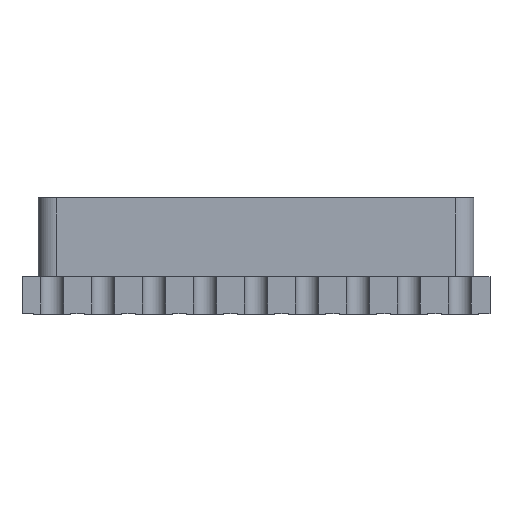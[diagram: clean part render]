
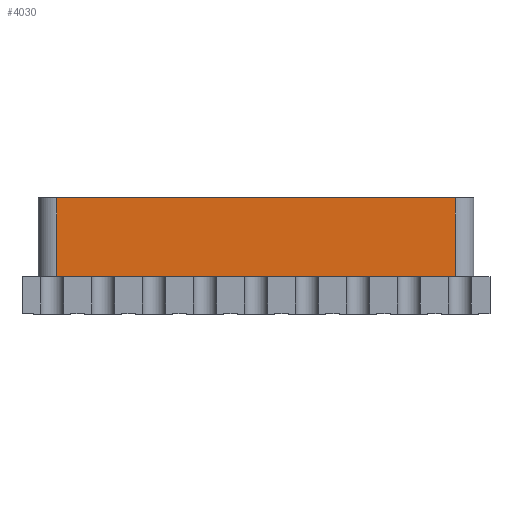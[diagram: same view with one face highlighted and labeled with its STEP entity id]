
A CAD part, left-side view. The second image highlights one B-rep face of the part: STEP entity #4030.
In plain terms, the highlighted free-form (B-spline) face has degree [1, 1] with [2, 2] control points.
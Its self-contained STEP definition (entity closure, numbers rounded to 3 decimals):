
#163 = VERTEX_POINT('',#164);
#164 = CARTESIAN_POINT('',(-4.719,4.719,2.743
    ));
#170 = EDGE_CURVE('',#163,#171,#173,.T.);
#171 = VERTEX_POINT('',#172);
#172 = CARTESIAN_POINT('',(-4.719,-4.719,
    2.743));
#173 = B_SPLINE_CURVE_WITH_KNOTS('',1,(#174,#175),.UNSPECIFIED.,.F.,.F.,
  (2,2),(0.,8.6),.PIECEWISE_BEZIER_KNOTS.);
#174 = CARTESIAN_POINT('',(-4.719,4.719,2.743
    ));
#175 = CARTESIAN_POINT('',(-4.719,-4.719,
    2.743));
#4010 = VERTEX_POINT('',#4011);
#4011 = CARTESIAN_POINT('',(-4.719,4.719,
    0.878));
#4017 = EDGE_CURVE('',#4010,#163,#4018,.T.);
#4018 = B_SPLINE_CURVE_WITH_KNOTS('',1,(#4019,#4020),.UNSPECIFIED.,.F.,
  .F.,(2,2),(0.,1.7),.PIECEWISE_BEZIER_KNOTS.);
#4019 = CARTESIAN_POINT('',(-4.719,4.719,
    0.878));
#4020 = CARTESIAN_POINT('',(-4.719,4.719,
    2.743));
#4030 = ADVANCED_FACE('',(#4031),#4047,.T.);
#4031 = FACE_BOUND('',#4032,.T.);
#4032 = EDGE_LOOP('',(#4033,#4040,#4045,#4046));
#4033 = ORIENTED_EDGE('',*,*,#4034,.T.);
#4034 = EDGE_CURVE('',#4010,#4035,#4037,.T.);
#4035 = VERTEX_POINT('',#4036);
#4036 = CARTESIAN_POINT('',(-4.719,-4.719,
    0.878));
#4037 = B_SPLINE_CURVE_WITH_KNOTS('',1,(#4038,#4039),.UNSPECIFIED.,.F.,
  .F.,(2,2),(0.,8.6),.PIECEWISE_BEZIER_KNOTS.);
#4038 = CARTESIAN_POINT('',(-4.719,4.719,
    0.878));
#4039 = CARTESIAN_POINT('',(-4.719,-4.719,
    0.878));
#4040 = ORIENTED_EDGE('',*,*,#4041,.T.);
#4041 = EDGE_CURVE('',#4035,#171,#4042,.T.);
#4042 = B_SPLINE_CURVE_WITH_KNOTS('',1,(#4043,#4044),.UNSPECIFIED.,.F.,
  .F.,(2,2),(0.,1.7),.PIECEWISE_BEZIER_KNOTS.);
#4043 = CARTESIAN_POINT('',(-4.719,-4.719,
    0.878));
#4044 = CARTESIAN_POINT('',(-4.719,-4.719,
    2.743));
#4045 = ORIENTED_EDGE('',*,*,#170,.F.);
#4046 = ORIENTED_EDGE('',*,*,#4017,.F.);
#4047 = B_SPLINE_SURFACE_WITH_KNOTS('',1,1,(
    (#4048,#4049)
    ,(#4050,#4051
    )),.UNSPECIFIED.,.F.,.F.,.F.,(2,2),(2,2),(0.,8.6),(0.,1.7),
  .PIECEWISE_BEZIER_KNOTS.);
#4048 = CARTESIAN_POINT('',(-4.719,4.719,
    0.878));
#4049 = CARTESIAN_POINT('',(-4.719,4.719,
    2.743));
#4050 = CARTESIAN_POINT('',(-4.719,-4.719,
    0.878));
#4051 = CARTESIAN_POINT('',(-4.719,-4.719,
    2.743));
